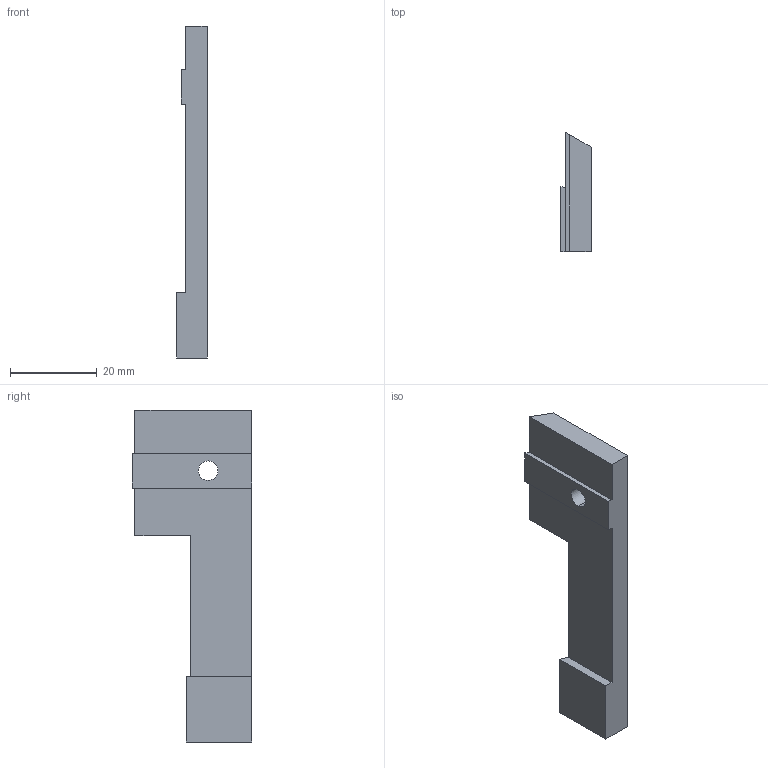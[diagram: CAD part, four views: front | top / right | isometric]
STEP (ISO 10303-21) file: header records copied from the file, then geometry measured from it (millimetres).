
FILE_DESCRIPTION (( 'STEP AP214' ), '1' );
FILE_NAME ('OA-Y10-P18-01.STEP', '2018-10-14T12:46:59', ( '' ), ( '' ), 'SwSTEP 2.0', 'SolidWorks 2014', '' );
FILE_SCHEMA (( 'AUTOMOTIVE_DESIGN' ));
Length unit declared in the file: millimetre
Products named in the file (1): OA-Y10-P18-01
Bounding box: 7 x 27.46 x 76.5 mm (x, y, z)
Volume: 7253.2 mm3; surface area: 4020.6 mm2
Topology: 1 solids, 1 shells, 17 faces, 45 edges, 30 vertices
Faces by surface type: plane 15, cylinder 2
Entity records: 561 total; most frequent: CARTESIAN_POINT 93, ORIENTED_EDGE 90, DIRECTION 85, EDGE_CURVE 45, LINE 41, VECTOR 41, VERTEX_POINT 30, AXIS2_PLACEMENT_3D 22
